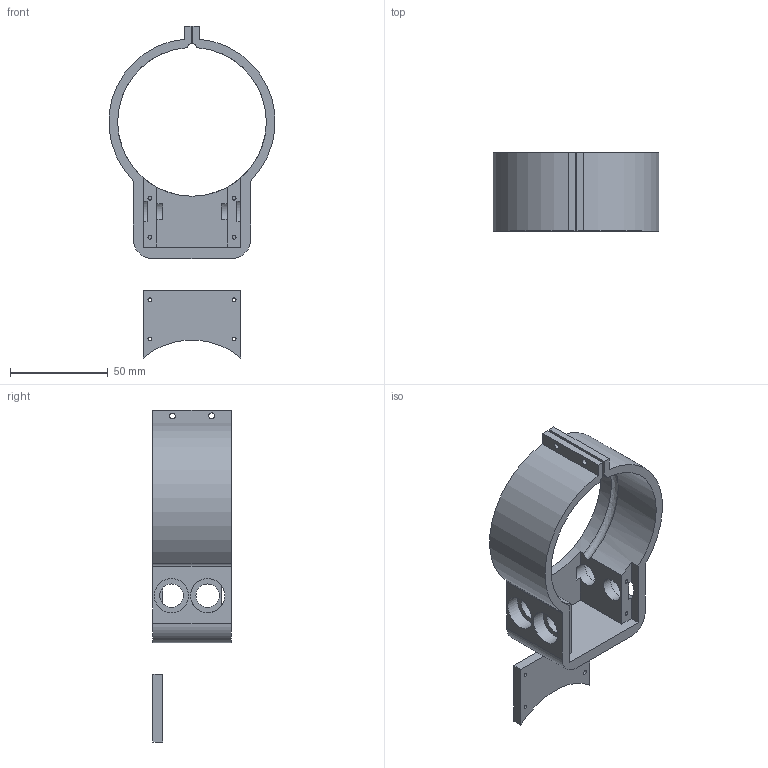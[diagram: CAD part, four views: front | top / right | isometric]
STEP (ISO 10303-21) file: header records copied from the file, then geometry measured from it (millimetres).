
FILE_DESCRIPTION(/* description */ (''),/* implementation_level */ '2;1');
FILE_NAME(/* name */ 'Robot_Button_Flange_V4.stp',/* time_stamp */ '2025-04-08T07:36:44-04:00',/* author */ ('jmarvel'),/* organization */ (''),/* preprocessor_version */ 'ST-DEVELOPER v20',/* originating_system */ 'Autodesk Inventor 2025',/* authorisation */ '');
FILE_SCHEMA (('AUTOMOTIVE_DESIGN { 1 0 10303 214 3 1 1 }'));
Length unit declared in the file: millimetre
Products named in the file (1): Robot_Button_Flange_V4
Bounding box: 84.74 x 40 x 169.72 mm (x, y, z)
Volume: 79929.9 mm3; surface area: 38051.9 mm2
Topology: 2 solids, 2 shells, 70 faces, 197 edges, 132 vertices
Faces by surface type: plane 35, cylinder 33, bspline 2
Full cylindrical faces by diameter (mm): 2 x8, 3 x4, 12 x4, 17.5 x4
Entity records: 2739 total; most frequent: CARTESIAN_POINT 778, DIRECTION 395, ORIENTED_EDGE 394, EDGE_CURVE 197, AXIS2_PLACEMENT_3D 143, VERTEX_POINT 132, LINE 109, VECTOR 109
